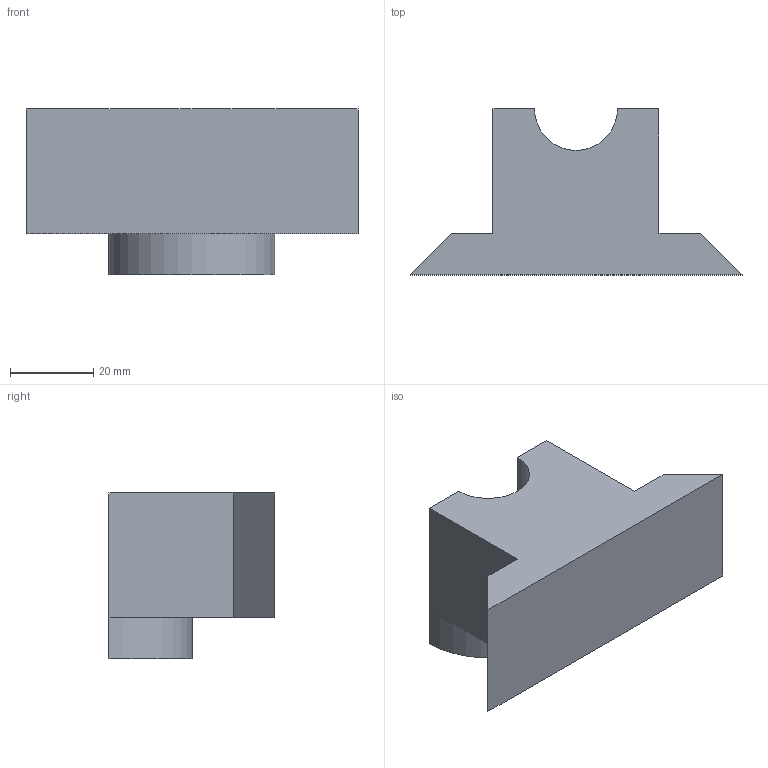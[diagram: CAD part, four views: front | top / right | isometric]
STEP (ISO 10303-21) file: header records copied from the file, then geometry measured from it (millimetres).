
FILE_DESCRIPTION(/* description */ (''),/* implementation_level */ '2;1');
FILE_NAME(/* name */ 'Practice1 v1.step',/* time_stamp */ '2024-09-19T16:23:54-05:00',/* author */ (''),/* organization */ (''),/* preprocessor_version */ 'ST-DEVELOPER v20',/* originating_system */ 'Autodesk Translation Framework v13.20.0.188',/* authorisation */ '');
FILE_SCHEMA (('AUTOMOTIVE_DESIGN { 1 0 10303 214 3 1 1 }'));
Length unit declared in the file: centimetre
Products named in the file (1): Practice1
Bounding box: 80 x 40 x 40 mm (x, y, z)
Volume: 57000 mm3; surface area: 11819.3 mm2
Topology: 1 solids, 1 shells, 14 faces, 34 edges, 22 vertices
Faces by surface type: plane 12, cylinder 2
Entity records: 439 total; most frequent: CARTESIAN_POINT 71, ORIENTED_EDGE 68, DIRECTION 68, EDGE_CURVE 34, LINE 30, VECTOR 30, VERTEX_POINT 22, AXIS2_PLACEMENT_3D 19
